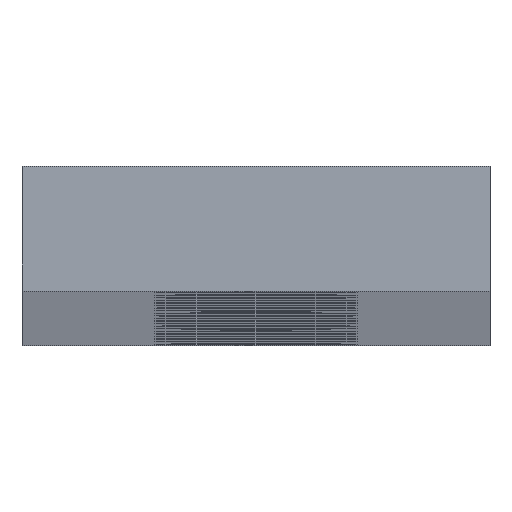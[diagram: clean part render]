
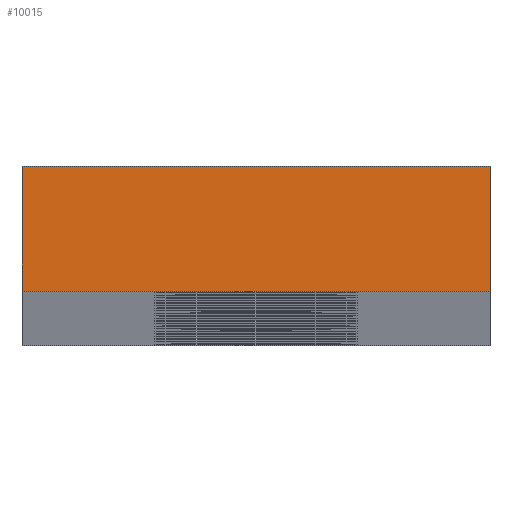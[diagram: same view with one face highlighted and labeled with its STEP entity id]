
A CAD part, top view. The second image highlights one B-rep face of the part: STEP entity #10015.
In plain terms, the highlighted planar face has unit normal (0, 0, 1).
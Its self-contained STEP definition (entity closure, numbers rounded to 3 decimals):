
#91 = AXIS2_PLACEMENT_3D ( 'NONE', #2613, #12023, #13140 ) ;
#403 = FACE_OUTER_BOUND ( 'NONE', #10511, .T. ) ;
#506 = LINE ( 'NONE', #3160, #11247 ) ;
#788 = ORIENTED_EDGE ( 'NONE', *, *, #4413, .F. ) ;
#1268 = LINE ( 'NONE', #4847, #7554 ) ;
#1420 = CARTESIAN_POINT ( 'NONE',  ( -15., -4., 1000. ) ) ;
#1436 = EDGE_CURVE ( 'NONE', #6759, #3955, #506, .T. ) ;
#2059 = CARTESIAN_POINT ( 'NONE',  ( 15., 4., 1000. ) ) ;
#2246 = CARTESIAN_POINT ( 'NONE',  ( -15., -4., 1000. ) ) ;
#2613 = CARTESIAN_POINT ( 'NONE',  ( -15., 4., 1000. ) ) ;
#2640 = ORIENTED_EDGE ( 'NONE', *, *, #1436, .T. ) ;
#2786 = VECTOR ( 'NONE', #5712, 1000. ) ;
#3158 = ORIENTED_EDGE ( 'NONE', *, *, #3760, .F. ) ;
#3160 = CARTESIAN_POINT ( 'NONE',  ( -15., 4., 1000. ) ) ;
#3244 = LINE ( 'NONE', #1420, #7077 ) ;
#3760 = EDGE_CURVE ( 'NONE', #6759, #8473, #7092, .T. ) ;
#3955 = VERTEX_POINT ( 'NONE', #2246 ) ;
#4413 = EDGE_CURVE ( 'NONE', #8473, #5224, #1268, .T. ) ;
#4644 = PLANE ( 'NONE',  #91 ) ;
#4847 = CARTESIAN_POINT ( 'NONE',  ( 15., 4., 1000. ) ) ;
#5224 = VERTEX_POINT ( 'NONE', #11186 ) ;
#5712 = DIRECTION ( 'NONE',  ( 1., 0., 0. ) ) ;
#6252 = DIRECTION ( 'NONE',  ( 0., -1., 0. ) ) ;
#6457 = EDGE_CURVE ( 'NONE', #3955, #5224, #3244, .T. ) ;
#6759 = VERTEX_POINT ( 'NONE', #6760 ) ;
#6760 = CARTESIAN_POINT ( 'NONE',  ( -15., 4., 1000. ) ) ;
#7077 = VECTOR ( 'NONE', #10812, 1000. ) ;
#7092 = LINE ( 'NONE', #8663, #2786 ) ;
#7554 = VECTOR ( 'NONE', #10296, 1000. ) ;
#8473 = VERTEX_POINT ( 'NONE', #2059 ) ;
#8663 = CARTESIAN_POINT ( 'NONE',  ( -15., 4., 1000. ) ) ;
#10015 = ADVANCED_FACE ( 'NONE', ( #403 ), #4644, .F. ) ;
#10296 = DIRECTION ( 'NONE',  ( 0., -1., 0. ) ) ;
#10511 = EDGE_LOOP ( 'NONE', ( #10793, #788, #3158, #2640 ) ) ;
#10793 = ORIENTED_EDGE ( 'NONE', *, *, #6457, .T. ) ;
#10812 = DIRECTION ( 'NONE',  ( 1., 0., 0. ) ) ;
#11186 = CARTESIAN_POINT ( 'NONE',  ( 15., -4., 1000. ) ) ;
#11247 = VECTOR ( 'NONE', #6252, 1000. ) ;
#12023 = DIRECTION ( 'NONE',  ( 0., 0., -1. ) ) ;
#13140 = DIRECTION ( 'NONE',  ( -1., 0., 0. ) ) ;
